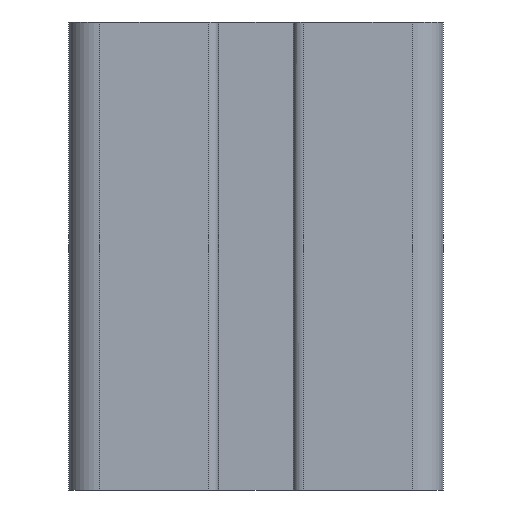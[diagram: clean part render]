
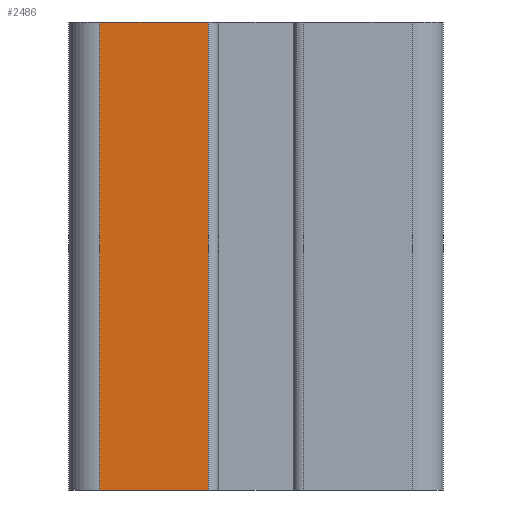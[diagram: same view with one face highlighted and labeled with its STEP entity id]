
A CAD part, left-side view. The second image highlights one B-rep face of the part: STEP entity #2486.
In plain terms, the highlighted planar face has unit normal (-1, 0, 0).
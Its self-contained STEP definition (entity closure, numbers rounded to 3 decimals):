
#44=DIRECTION('',(0.,-1.,0.));
#45=VECTOR('',#44,11.575);
#46=CARTESIAN_POINT('',(-20.,16.68,3048.));
#47=LINE('',#46,#45);
#468=DIRECTION('',(0.,0.,-1.));
#469=VECTOR('',#468,50.);
#470=CARTESIAN_POINT('',(-20.,5.105,3048.));
#471=LINE('',#470,#469);
#476=DIRECTION('',(0.,-1.,0.));
#477=VECTOR('',#476,11.575);
#478=CARTESIAN_POINT('',(-20.,16.68,2998.));
#479=LINE('',#478,#477);
#489=DIRECTION('',(0.,0.,1.));
#490=VECTOR('',#489,50.);
#491=CARTESIAN_POINT('',(-20.,16.68,2998.));
#492=LINE('',#491,#490);
#1449=CARTESIAN_POINT('',(-20.,16.68,3048.));
#1450=CARTESIAN_POINT('',(-20.,5.105,3048.));
#1451=VERTEX_POINT('',#1449);
#1452=VERTEX_POINT('',#1450);
#1651=CARTESIAN_POINT('',(-20.,5.105,2998.));
#1653=VERTEX_POINT('',#1651);
#1754=CARTESIAN_POINT('',(-20.,16.68,2998.));
#1755=VERTEX_POINT('',#1754);
#2474=CARTESIAN_POINT('',(-20.,0.,3048.));
#2475=DIRECTION('',(-1.,0.,0.));
#2476=DIRECTION('',(0.,-1.,0.));
#2477=AXIS2_PLACEMENT_3D('',#2474,#2475,#2476);
#2478=PLANE('',#2477);
#2479=ORIENTED_EDGE('',*,*,#1868,.F.);
#2481=ORIENTED_EDGE('',*,*,#2480,.T.);
#2482=ORIENTED_EDGE('',*,*,#2132,.T.);
#2483=ORIENTED_EDGE('',*,*,#2467,.T.);
#2484=EDGE_LOOP('',(#2479,#2481,#2482,#2483));
#2485=FACE_OUTER_BOUND('',#2484,.F.);
#2486=ADVANCED_FACE('',(#2485),#2478,.T.);
#1868=EDGE_CURVE('',#1755,#1653,#479,.T.);
#2132=EDGE_CURVE('',#1451,#1452,#47,.T.);
#2467=EDGE_CURVE('',#1452,#1653,#471,.T.);
#2480=EDGE_CURVE('',#1755,#1451,#492,.T.);
